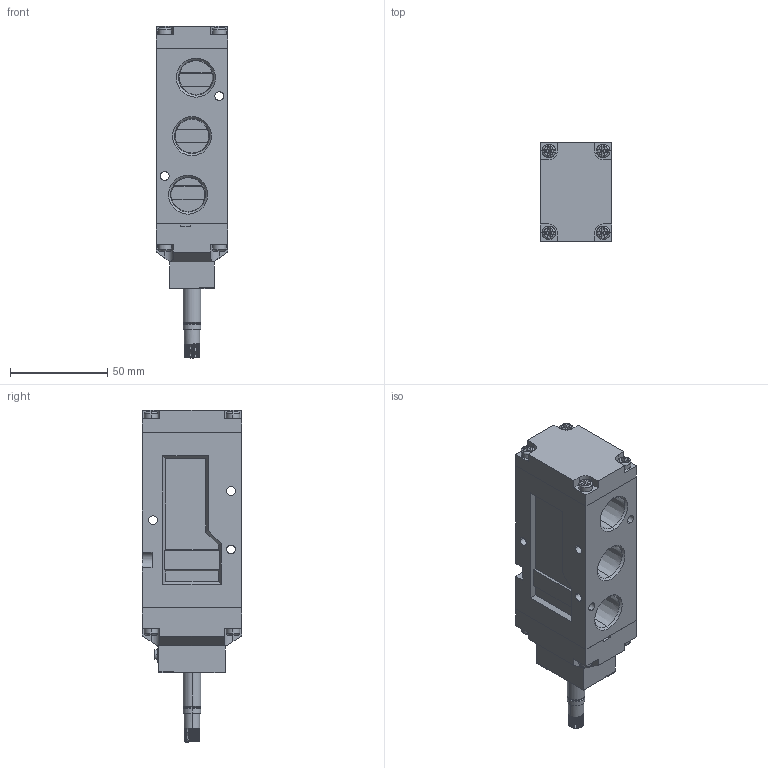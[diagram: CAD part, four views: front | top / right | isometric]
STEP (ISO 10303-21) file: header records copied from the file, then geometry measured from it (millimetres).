
FILE_DESCRIPTION (( 'STEP AP203' ), '1' );
FILE_NAME ('SF6101-IP.STEP', '2019-07-16T05:10:09', ( 'yrd2' ), ( 'Hewlett-Packard Company' ), 'SwSTEP 2.0', 'SolidWorks 2008', '' );
FILE_SCHEMA (( 'CONFIG_CONTROL_DESIGN' ));
Length unit declared in the file: millimetre
Products named in the file (5): SF6101-IP; SF6000 Body_ル遽; SF6000 Semi Pilot_ル遽; SF6000 Pilot_ル遽; SF6000 Body Cover_ル遽
Assembly tree (4 placements, depth 2):
  SF6101-IP
    SF6000 Body_ル遽
    SF6000 Body Cover_ル遽
    SF6000 Semi Pilot_ル遽
    SF6000 Pilot_ル遽
Bounding box: 36.5 x 51 x 170.3 mm (x, y, z)
Volume: 197195.2 mm3; surface area: 47918.1 mm2
Topology: 9 solids, 9 shells, 480 faces, 1280 edges, 841 vertices
Faces by surface type: plane 344, cylinder 90, torus 24, cone 20, bspline 2
Entity records: 16472 total; most frequent: CARTESIAN_POINT 4140, ORIENTED_EDGE 2560, DIRECTION 2311, EDGE_CURVE 1280, VERTEX_POINT 841, LINE 839, VECTOR 839, AXIS2_PLACEMENT_3D 736
